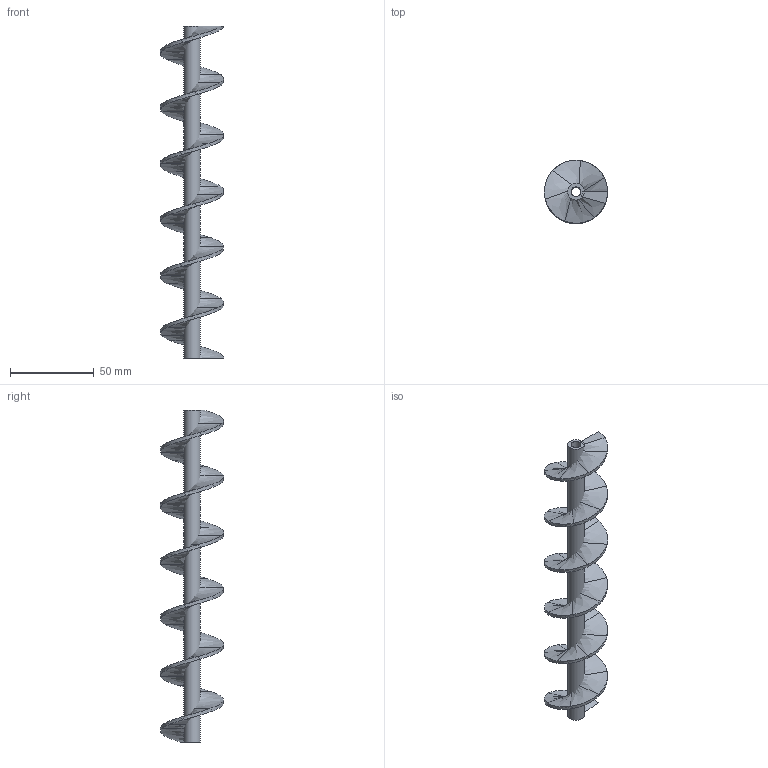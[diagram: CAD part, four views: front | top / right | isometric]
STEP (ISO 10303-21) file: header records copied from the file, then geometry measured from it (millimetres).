
FILE_DESCRIPTION(/* description */ (''),/* implementation_level */ '2;1');
FILE_NAME(/* name */ 'spiral v3 v4.step',/* time_stamp */ '2021-06-19T14:24:33+01:00',/* author */ (''),/* organization */ (''),/* preprocessor_version */ 'ST-DEVELOPER v18.1',/* originating_system */ 'Autodesk Translation Framework v10.9.0.1377',/* authorisation */ '');
FILE_SCHEMA (('AUTOMOTIVE_DESIGN { 1 0 10303 214 3 1 1 }'));
Length unit declared in the file: millimetre
Products named in the file (1): spiral v3
Bounding box: 37.71 x 37.72 x 198 mm (x, y, z)
Volume: 25283.2 mm3; surface area: 26285.9 mm2
Topology: 2 solids, 2 shells, 166 faces, 330 edges, 168 vertices
Faces by surface type: bspline 160, plane 4, cylinder 2
Full cylindrical faces by diameter (mm): 5.9 x1, 10 x1
Entity records: 7673 total; most frequent: CARTESIAN_POINT 5443, ORIENTED_EDGE 660, EDGE_CURVE 330, B_SPLINE_CURVE_WITH_KNOTS 320, EDGE_LOOP 168, VERTEX_POINT 168, FACE_OUTER_BOUND 166, ADVANCED_FACE 166
